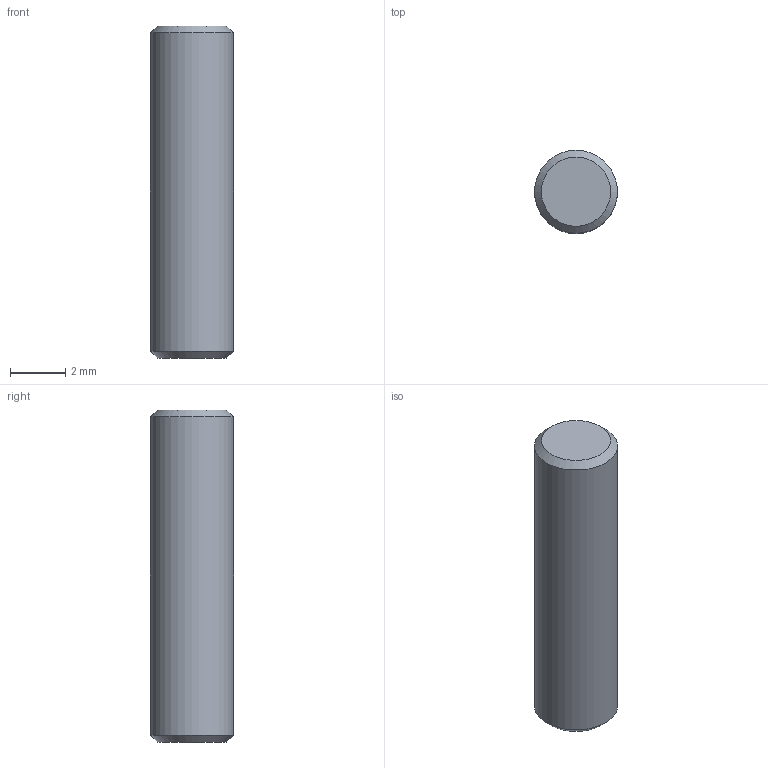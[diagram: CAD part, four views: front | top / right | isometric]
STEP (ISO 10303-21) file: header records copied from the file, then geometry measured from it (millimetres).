
FILE_DESCRIPTION(/* description */ (''),/* implementation_level */ '2;1');
FILE_NAME(/* name */ '3x12 Dowel Pin.stp',/* time_stamp */ '2018-03-11T15:09:31-03:00',/* author */ ('bl'),/* organization */ (''),/* preprocessor_version */ 'ST-DEVELOPER v16.13',/* originating_system */ 'Autodesk Inventor 2018',/* authorisation */ '');
FILE_SCHEMA (('AUTOMOTIVE_DESIGN { 1 0 10303 214 3 1 1 }'));
Length unit declared in the file: millimetre
Products named in the file (1): 3x12 Dowel Pin
Bounding box: 3 x 3 x 12 mm (x, y, z)
Volume: 84.3 mm3; surface area: 124.3 mm2
Topology: 1 solids, 1 shells, 5 faces, 7 edges, 4 vertices
Faces by surface type: cone 2, plane 2, cylinder 1
Full cylindrical faces by diameter (mm): 3 x1
Entity records: 133 total; most frequent: DIRECTION 20, CARTESIAN_POINT 14, AXIS2_PLACEMENT_3D 10, EDGE_LOOP 8, ORIENTED_EDGE 8, FACE_OUTER_BOUND 5, ADVANCED_FACE 5, CIRCLE 4
